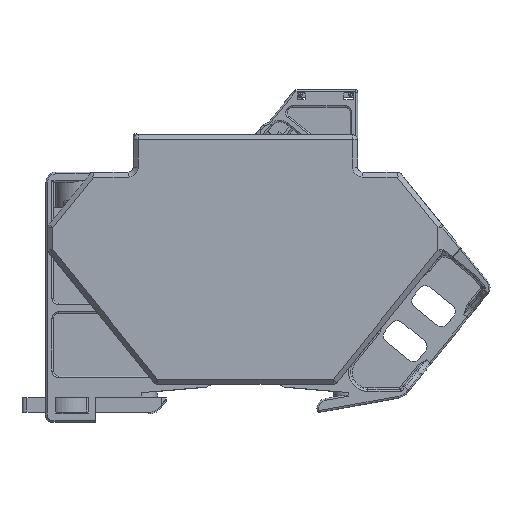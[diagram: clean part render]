
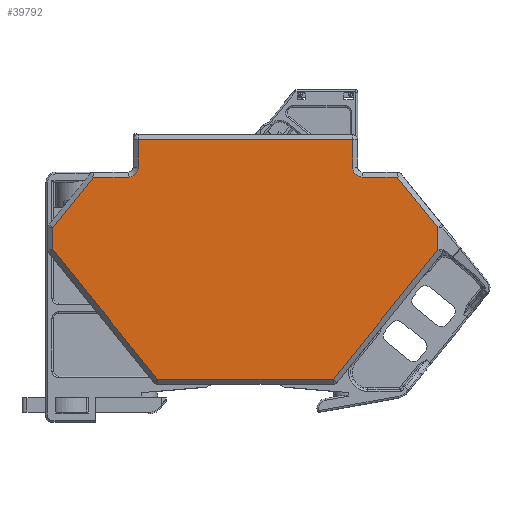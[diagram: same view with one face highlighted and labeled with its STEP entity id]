
A CAD part, top view. The second image highlights one B-rep face of the part: STEP entity #39792.
In plain terms, the highlighted planar face has unit normal (0, 0, 1).
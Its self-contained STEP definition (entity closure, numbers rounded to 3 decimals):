
#39180=DIRECTION('',(-1.,0.,0.));
#39181=VECTOR('',#39180,43.);
#39182=CARTESIAN_POINT('',(21.5,50.5,-12.53));
#39183=LINE('',#39182,#39181);
#39184=DIRECTION('',(0.,1.,0.));
#39185=VECTOR('',#39184,5.5);
#39186=CARTESIAN_POINT('',(21.5,45.,
-12.53));
#39187=LINE('',#39186,#39185);
#39188=CARTESIAN_POINT('',(23.5,45.,-12.53));
#39189=DIRECTION('',(0.,0.,-1.));
#39190=DIRECTION('',(0.,-1.,0.));
#39191=AXIS2_PLACEMENT_3D('',#39188,#39189,#39190);
#39193=DIRECTION('',(-1.,0.,0.));
#39194=VECTOR('',#39193,6.923);
#39195=CARTESIAN_POINT('',(30.423,43.,-12.53));
#39196=LINE('',#39195,#39194);
#39197=DIRECTION('',(-0.629,0.777,0.));
#39198=VECTOR('',#39197,12.993);
#39199=CARTESIAN_POINT('',(38.6,32.902,-12.53));
#39200=LINE('',#39199,#39198);
#39201=DIRECTION('',(0.,1.,0.));
#39202=VECTOR('',#39201,4.494);
#39203=CARTESIAN_POINT('',(38.6,28.408,-12.53));
#39204=LINE('',#39203,#39202);
#39205=DIRECTION('',(0.629,0.777,0.));
#39206=VECTOR('',#39205,33.338);
#39207=CARTESIAN_POINT('',(17.62,2.5,-12.53));
#39208=LINE('',#39207,#39206);
#39209=DIRECTION('',(1.,0.,0.));
#39210=VECTOR('',#39209,35.24);
#39211=CARTESIAN_POINT('',(-17.62,2.5,-12.53));
#39212=LINE('',#39211,#39210);
#39213=DIRECTION('',(0.629,-0.777,0.));
#39214=VECTOR('',#39213,33.338);
#39215=CARTESIAN_POINT('',(-38.6,28.408,-12.53));
#39216=LINE('',#39215,#39214);
#39217=DIRECTION('',(0.,-1.,0.));
#39218=VECTOR('',#39217,4.494);
#39219=CARTESIAN_POINT('',(-38.6,32.902,-12.53));
#39220=LINE('',#39219,#39218);
#39221=DIRECTION('',(-0.629,-0.777,0.));
#39222=VECTOR('',#39221,12.993);
#39223=CARTESIAN_POINT('',(-30.423,43.,-12.53));
#39224=LINE('',#39223,#39222);
#39225=DIRECTION('',(-1.,0.,0.));
#39226=VECTOR('',#39225,6.923);
#39227=CARTESIAN_POINT('',(-23.5,43.,
-12.53));
#39228=LINE('',#39227,#39226);
#39229=CARTESIAN_POINT('',(-23.5,45.,-12.53));
#39230=DIRECTION('',(0.,0.,-1.));
#39231=DIRECTION('',(1.,0.,0.));
#39232=AXIS2_PLACEMENT_3D('',#39229,#39230,#39231);
#39234=DIRECTION('',(0.,-1.,0.));
#39235=VECTOR('',#39234,5.5);
#39236=CARTESIAN_POINT('',(-21.5,50.5,-12.53));
#39237=LINE('',#39236,#39235);
#39587=CARTESIAN_POINT('',(21.5,50.5,-12.53));
#39588=CARTESIAN_POINT('',(-21.5,50.5,-12.53));
#39589=VERTEX_POINT('',#39587);
#39590=VERTEX_POINT('',#39588);
#39595=CARTESIAN_POINT('',(-21.5,45.,
-12.53));
#39596=VERTEX_POINT('',#39595);
#39599=CARTESIAN_POINT('',(-23.5,43.,-12.53));
#39600=VERTEX_POINT('',#39599);
#39603=CARTESIAN_POINT('',(-30.423,43.,-12.53));
#39604=VERTEX_POINT('',#39603);
#39609=CARTESIAN_POINT('',(-38.6,32.902,-12.53));
#39610=VERTEX_POINT('',#39609);
#39615=CARTESIAN_POINT('',(-38.6,28.408,-12.53));
#39616=VERTEX_POINT('',#39615);
#39621=CARTESIAN_POINT('',(-17.62,2.5,-12.53));
#39622=VERTEX_POINT('',#39621);
#39627=CARTESIAN_POINT('',(17.62,2.5,-12.53));
#39628=VERTEX_POINT('',#39627);
#39633=CARTESIAN_POINT('',(38.6,28.408,-12.53));
#39634=VERTEX_POINT('',#39633);
#39639=CARTESIAN_POINT('',(38.6,32.902,-12.53));
#39640=VERTEX_POINT('',#39639);
#39645=CARTESIAN_POINT('',(30.423,43.,-12.53));
#39646=VERTEX_POINT('',#39645);
#39651=CARTESIAN_POINT('',(23.5,43.,
-12.53));
#39652=VERTEX_POINT('',#39651);
#39655=CARTESIAN_POINT('',(21.5,45.,-12.53));
#39656=VERTEX_POINT('',#39655);
#39758=CARTESIAN_POINT('',(0.,0.,-12.53));
#39759=DIRECTION('',(0.,0.,1.));
#39760=DIRECTION('',(1.,0.,0.));
#39761=AXIS2_PLACEMENT_3D('',#39758,#39759,#39760);
#39762=PLANE('',#39761);
#39764=ORIENTED_EDGE('',*,*,#39763,.F.);
#39766=ORIENTED_EDGE('',*,*,#39765,.F.);
#39768=ORIENTED_EDGE('',*,*,#39767,.F.);
#39770=ORIENTED_EDGE('',*,*,#39769,.F.);
#39771=ORIENTED_EDGE('',*,*,#39748,.F.);
#39773=ORIENTED_EDGE('',*,*,#39772,.F.);
#39775=ORIENTED_EDGE('',*,*,#39774,.F.);
#39777=ORIENTED_EDGE('',*,*,#39776,.F.);
#39779=ORIENTED_EDGE('',*,*,#39778,.F.);
#39781=ORIENTED_EDGE('',*,*,#39780,.F.);
#39783=ORIENTED_EDGE('',*,*,#39782,.F.);
#39785=ORIENTED_EDGE('',*,*,#39784,.F.);
#39787=ORIENTED_EDGE('',*,*,#39786,.F.);
#39789=ORIENTED_EDGE('',*,*,#39788,.F.);
#39790=EDGE_LOOP('',(#39764,#39766,#39768,#39770,#39771,#39773,#39775,#39777,
#39779,#39781,#39783,#39785,#39787,#39789));
#39791=FACE_OUTER_BOUND('',#39790,.F.);
#39792=ADVANCED_FACE('',(#39791),#39762,.T.);
#39192=CIRCLE('',#39191,2.);
#39233=CIRCLE('',#39232,2.);
#39748=EDGE_CURVE('',#39640,#39646,#39200,.T.);
#39763=EDGE_CURVE('',#39589,#39590,#39183,.T.);
#39765=EDGE_CURVE('',#39656,#39589,#39187,.T.);
#39767=EDGE_CURVE('',#39652,#39656,#39192,.T.);
#39769=EDGE_CURVE('',#39646,#39652,#39196,.T.);
#39772=EDGE_CURVE('',#39634,#39640,#39204,.T.);
#39774=EDGE_CURVE('',#39628,#39634,#39208,.T.);
#39776=EDGE_CURVE('',#39622,#39628,#39212,.T.);
#39778=EDGE_CURVE('',#39616,#39622,#39216,.T.);
#39780=EDGE_CURVE('',#39610,#39616,#39220,.T.);
#39782=EDGE_CURVE('',#39604,#39610,#39224,.T.);
#39784=EDGE_CURVE('',#39600,#39604,#39228,.T.);
#39786=EDGE_CURVE('',#39596,#39600,#39233,.T.);
#39788=EDGE_CURVE('',#39590,#39596,#39237,.T.);
